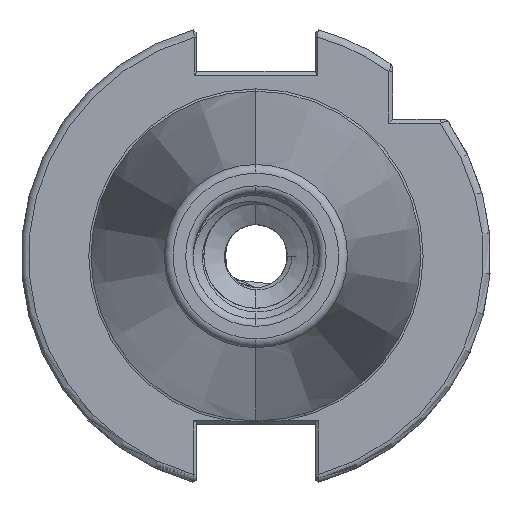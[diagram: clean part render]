
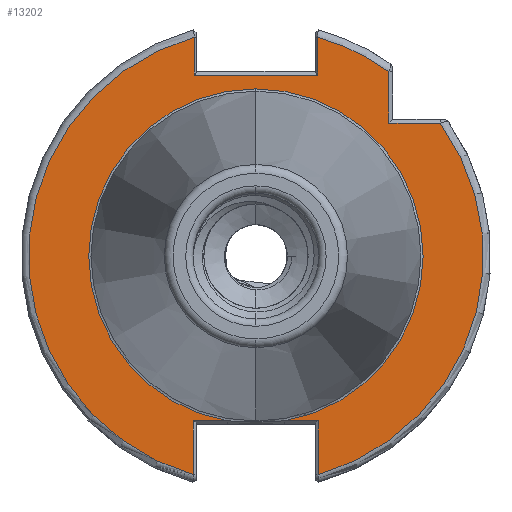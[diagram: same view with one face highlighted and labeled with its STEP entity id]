
A CAD part, left-side view. The second image highlights one B-rep face of the part: STEP entity #13202.
In plain terms, the highlighted planar face has unit normal (-1, 0, 0).
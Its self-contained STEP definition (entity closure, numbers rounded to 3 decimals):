
#46 = CARTESIAN_POINT ( 'NONE',  ( 0., 0., 0. ) ) ;
#63 = DIRECTION ( 'NONE',  ( 0., 0., -1. ) ) ;
#76 = DIRECTION ( 'NONE',  ( 1., 0., 0. ) ) ;
#795 = LINE ( 'NONE', #3165, #810 ) ;
#797 = CIRCLE ( 'NONE', #2481, 30.775 ) ;
#810 = VECTOR ( 'NONE', #3147, 1000. ) ;
#832 = VECTOR ( 'NONE', #3181, 1000. ) ;
#842 = LINE ( 'NONE', #3173, #832 ) ;
#924 = CIRCLE ( 'NONE', #2591, 22.627 ) ;
#1351 = CARTESIAN_POINT ( 'NONE',  ( 0., 22.692, 0. ) ) ;
#1358 = DIRECTION ( 'NONE',  ( 1., 0., 0. ) ) ;
#1365 = DIRECTION ( 'NONE',  ( 0., 0., -1. ) ) ;
#1377 = PLANE ( 'NONE',  #23017 ) ;
#2439 = AXIS2_PLACEMENT_3D ( 'NONE', #2966, #2972, #2977 ) ;
#2452 = AXIS2_PLACEMENT_3D ( 'NONE', #3544, #3555, #3557 ) ;
#2467 = AXIS2_PLACEMENT_3D ( 'NONE', #3068, #3070, #3071 ) ;
#2481 = AXIS2_PLACEMENT_3D ( 'NONE', #3119, #3087, #3116 ) ;
#2591 = AXIS2_PLACEMENT_3D ( 'NONE', #46, #76, #63 ) ;
#2946 = DIRECTION ( 'NONE',  ( 0., 0., 1. ) ) ;
#2966 = CARTESIAN_POINT ( 'NONE',  ( 0., 0., 0. ) ) ;
#2970 = CARTESIAN_POINT ( 'NONE',  ( 0., -18., 24.594 ) ) ;
#2972 = DIRECTION ( 'NONE',  ( 1., 0., 0. ) ) ;
#2977 = DIRECTION ( 'NONE',  ( 0., 0., -1. ) ) ;
#2994 = CARTESIAN_POINT ( 'NONE',  ( 0., 22.692, -22.3 ) ) ;
#2996 = DIRECTION ( 'NONE',  ( 0., -1., 0. ) ) ;
#3008 = CARTESIAN_POINT ( 'NONE',  ( 0., 8.05, 24.5 ) ) ;
#3032 = DIRECTION ( 'NONE',  ( 0., 1., 0. ) ) ;
#3051 = DIRECTION ( 'NONE',  ( 0., 0., 1. ) ) ;
#3068 = CARTESIAN_POINT ( 'NONE',  ( 0., 0., 0. ) ) ;
#3069 = CARTESIAN_POINT ( 'NONE',  ( 0., 8.335, 29.704 ) ) ;
#3070 = DIRECTION ( 'NONE',  ( -1., 0., 0. ) ) ;
#3071 = DIRECTION ( 'NONE',  ( 0., 0., -1. ) ) ;
#3087 = DIRECTION ( 'NONE',  ( -1., 0., 0. ) ) ;
#3116 = DIRECTION ( 'NONE',  ( 0., 0., -1. ) ) ;
#3119 = CARTESIAN_POINT ( 'NONE',  ( 0., 0., 0. ) ) ;
#3147 = DIRECTION ( 'NONE',  ( 0., 0., 1. ) ) ;
#3165 = CARTESIAN_POINT ( 'NONE',  ( 0., 8.451, 0. ) ) ;
#3173 = CARTESIAN_POINT ( 'NONE',  ( 0., -8.335, 25. ) ) ;
#3181 = DIRECTION ( 'NONE',  ( 0., 0., -1. ) ) ;
#3544 = CARTESIAN_POINT ( 'NONE',  ( 0., 0., 0. ) ) ;
#3555 = DIRECTION ( 'NONE',  ( -1., 0., 0. ) ) ;
#3557 = DIRECTION ( 'NONE',  ( 0., 0., -1. ) ) ;
#3621 = CARTESIAN_POINT ( 'NONE',  ( 0., -8.451, 0. ) ) ;
#3642 = CARTESIAN_POINT ( 'NONE',  ( 0., 22.692, -22.3 ) ) ;
#3643 = DIRECTION ( 'NONE',  ( 0., -1., 0. ) ) ;
#3652 = DIRECTION ( 'NONE',  ( 0., 1., 0. ) ) ;
#3661 = DIRECTION ( 'NONE',  ( 0., 0., -1. ) ) ;
#3677 = CARTESIAN_POINT ( 'NONE',  ( 0., -18.5, 18. ) ) ;
#10569 = CARTESIAN_POINT ( 'NONE',  ( 0., -18., 18. ) ) ;
#10572 = CARTESIAN_POINT ( 'NONE',  ( 0., 8.451, -29.592 ) ) ;
#10575 = CARTESIAN_POINT ( 'NONE',  ( 0., 8.451, -22.3 ) ) ;
#10588 = CARTESIAN_POINT ( 'NONE',  ( 0., -8.335, 29.625 ) ) ;
#10591 = CARTESIAN_POINT ( 'NONE',  ( 0., 3.833, -22.3 ) ) ;
#10594 = CARTESIAN_POINT ( 'NONE',  ( 0., 8.335, 24.5 ) ) ;
#10599 = CARTESIAN_POINT ( 'NONE',  ( 0., -8.451, -29.592 ) ) ;
#10609 = CARTESIAN_POINT ( 'NONE',  ( 0., 8.335, 29.625 ) ) ;
#10627 = CARTESIAN_POINT ( 'NONE',  ( 0., -8.335, 24.5 ) ) ;
#10629 = CARTESIAN_POINT ( 'NONE',  ( 0., -24.962, 18. ) ) ;
#11075 = CARTESIAN_POINT ( 'NONE',  ( 0., -8.451, -22.3 ) ) ;
#11588 = CARTESIAN_POINT ( 'NONE',  ( 0., -18., 24.962 ) ) ;
#11697 = CARTESIAN_POINT ( 'NONE',  ( 0., -3.833, -22.3 ) ) ;
#11733 = CARTESIAN_POINT ( 'NONE',  ( 0., 0., 22.627 ) ) ;
#13202 = ADVANCED_FACE ( 'NONE', ( #14555 ), #1377, .F. ) ;
#14281 = VECTOR ( 'NONE', #3051, 1000. ) ;
#14555 = FACE_OUTER_BOUND ( 'NONE', #17587, .T. ) ;
#14674 = VERTEX_POINT ( 'NONE', #11697 ) ;
#14696 = VERTEX_POINT ( 'NONE', #11733 ) ;
#14778 = VERTEX_POINT ( 'NONE', #11075 ) ;
#14791 = VERTEX_POINT ( 'NONE', #11588 ) ;
#14803 = VERTEX_POINT ( 'NONE', #10627 ) ;
#14809 = VERTEX_POINT ( 'NONE', #10588 ) ;
#14813 = VERTEX_POINT ( 'NONE', #10609 ) ;
#14814 = VERTEX_POINT ( 'NONE', #10572 ) ;
#14817 = VERTEX_POINT ( 'NONE', #10629 ) ;
#14820 = VERTEX_POINT ( 'NONE', #10591 ) ;
#14824 = VERTEX_POINT ( 'NONE', #10569 ) ;
#14826 = VERTEX_POINT ( 'NONE', #10594 ) ;
#14827 = VERTEX_POINT ( 'NONE', #10575 ) ;
#14838 = VERTEX_POINT ( 'NONE', #10599 ) ;
#16764 = CIRCLE ( 'NONE', #2467, 30.775 ) ;
#16947 = LINE ( 'NONE', #3069, #14281 ) ;
#16969 = VECTOR ( 'NONE', #3661, 1000. ) ;
#16973 = VECTOR ( 'NONE', #3032, 1000. ) ;
#16980 = CIRCLE ( 'NONE', #2439, 22.627 ) ;
#16983 = LINE ( 'NONE', #2994, #17201 ) ;
#16984 = LINE ( 'NONE', #3642, #17011 ) ;
#16985 = LINE ( 'NONE', #3677, #17004 ) ;
#16987 = LINE ( 'NONE', #3621, #16969 ) ;
#16997 = LINE ( 'NONE', #2970, #17000 ) ;
#17000 = VECTOR ( 'NONE', #2946, 1000. ) ;
#17004 = VECTOR ( 'NONE', #3652, 1000. ) ;
#17006 = CIRCLE ( 'NONE', #2452, 30.775 ) ;
#17008 = LINE ( 'NONE', #3008, #16973 ) ;
#17011 = VECTOR ( 'NONE', #3643, 1000. ) ;
#17201 = VECTOR ( 'NONE', #2996, 1000. ) ;
#17587 = EDGE_LOOP ( 'NONE', ( #17894, #17865, #17901, #17847, #17850, #17779, #17832, #17843, #17784, #17888, #17853, #17895, #17902, #17875 ) ) ;
#17779 = ORIENTED_EDGE ( 'NONE', *, *, #25471, .T. ) ;
#17784 = ORIENTED_EDGE ( 'NONE', *, *, #25468, .T. ) ;
#17832 = ORIENTED_EDGE ( 'NONE', *, *, #25430, .T. ) ;
#17843 = ORIENTED_EDGE ( 'NONE', *, *, #25490, .T. ) ;
#17847 = ORIENTED_EDGE ( 'NONE', *, *, #25492, .T. ) ;
#17850 = ORIENTED_EDGE ( 'NONE', *, *, #25462, .T. ) ;
#17853 = ORIENTED_EDGE ( 'NONE', *, *, #26789, .T. ) ;
#17865 = ORIENTED_EDGE ( 'NONE', *, *, #25456, .T. ) ;
#17875 = ORIENTED_EDGE ( 'NONE', *, *, #25480, .T. ) ;
#17888 = ORIENTED_EDGE ( 'NONE', *, *, #25452, .T. ) ;
#17894 = ORIENTED_EDGE ( 'NONE', *, *, #25439, .T. ) ;
#17895 = ORIENTED_EDGE ( 'NONE', *, *, #25438, .T. ) ;
#17901 = ORIENTED_EDGE ( 'NONE', *, *, #25472, .T. ) ;
#17902 = ORIENTED_EDGE ( 'NONE', *, *, #25440, .T. ) ;
#23017 = AXIS2_PLACEMENT_3D ( 'NONE', #1351, #1358, #1365 ) ;
#25430 = EDGE_CURVE ( 'NONE', #14813, #14814, #17006, .T. ) ;
#25438 = EDGE_CURVE ( 'NONE', #14674, #14778, #16984, .T. ) ;
#25439 = EDGE_CURVE ( 'NONE', #14817, #14824, #16985, .T. ) ;
#25440 = EDGE_CURVE ( 'NONE', #14778, #14838, #16987, .T. ) ;
#25452 = EDGE_CURVE ( 'NONE', #14820, #14696, #16980, .T. ) ;
#25456 = EDGE_CURVE ( 'NONE', #14824, #14791, #16997, .T. ) ;
#25462 = EDGE_CURVE ( 'NONE', #14803, #14826, #17008, .T. ) ;
#25468 = EDGE_CURVE ( 'NONE', #14827, #14820, #16983, .T. ) ;
#25471 = EDGE_CURVE ( 'NONE', #14826, #14813, #16947, .T. ) ;
#25472 = EDGE_CURVE ( 'NONE', #14791, #14809, #16764, .T. ) ;
#25480 = EDGE_CURVE ( 'NONE', #14838, #14817, #797, .T. ) ;
#25490 = EDGE_CURVE ( 'NONE', #14814, #14827, #795, .T. ) ;
#25492 = EDGE_CURVE ( 'NONE', #14809, #14803, #842, .T. ) ;
#26789 = EDGE_CURVE ( 'NONE', #14696, #14674, #924, .T. ) ;
